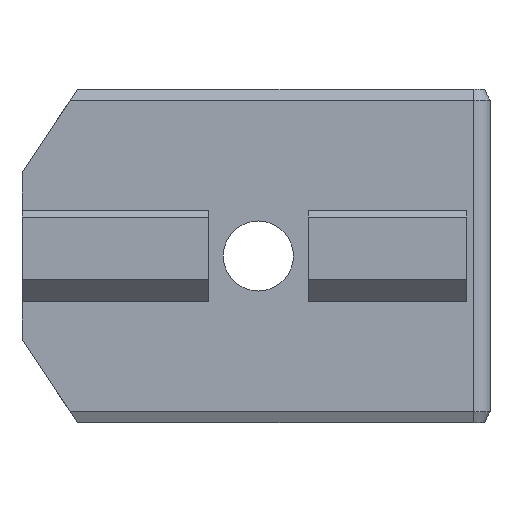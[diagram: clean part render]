
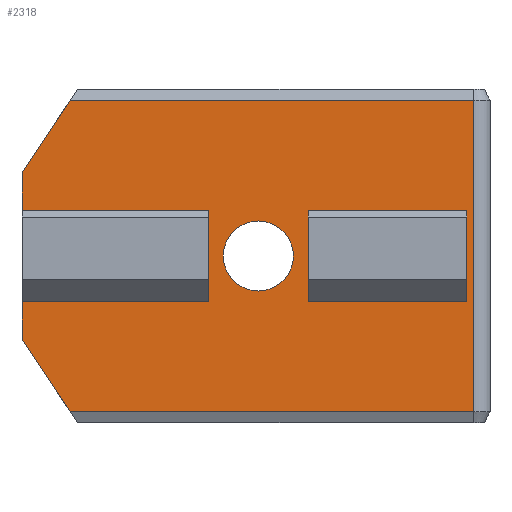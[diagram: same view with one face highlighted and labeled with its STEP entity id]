
A CAD part, left-side view. The second image highlights one B-rep face of the part: STEP entity #2318.
In plain terms, the highlighted planar face has unit normal (-1, 0, 0).
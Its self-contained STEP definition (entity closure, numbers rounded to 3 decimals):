
#72=FACE_BOUND('',#457,.T.);
#73=FACE_BOUND('',#458,.T.);
#202=CIRCLE('',#2506,3.15);
#314=FACE_OUTER_BOUND('',#456,.T.);
#456=EDGE_LOOP('',(#1976,#1977,#1978,#1979,#1980,#1981,#1982,#1983,#1984,
#1985));
#457=EDGE_LOOP('',(#1986));
#458=EDGE_LOOP('',(#1987,#1988,#1989,#1990));
#523=LINE('',#3428,#718);
#527=LINE('',#3436,#722);
#531=LINE('',#3445,#726);
#535=LINE('',#3454,#730);
#540=LINE('',#3462,#735);
#583=LINE('',#4444,#778);
#626=LINE('',#4711,#821);
#663=LINE('',#4803,#858);
#664=LINE('',#4805,#859);
#666=LINE('',#4808,#861);
#667=LINE('',#4810,#862);
#668=LINE('',#4811,#863);
#669=LINE('',#4812,#864);
#670=LINE('',#4815,#865);
#718=VECTOR('',#2659,10.);
#722=VECTOR('',#2665,10.);
#726=VECTOR('',#2671,10.);
#730=VECTOR('',#2677,10.);
#735=VECTOR('',#2682,10.);
#778=VECTOR('',#2751,10.);
#821=VECTOR('',#2860,10.);
#858=VECTOR('',#2971,10.);
#859=VECTOR('',#2974,10.);
#861=VECTOR('',#2978,10.);
#862=VECTOR('',#2979,10.);
#863=VECTOR('',#2980,10.);
#864=VECTOR('',#2981,10.);
#865=VECTOR('',#2984,10.);
#968=VERTEX_POINT('',#3421);
#971=VERTEX_POINT('',#3426);
#974=VERTEX_POINT('',#3434);
#975=VERTEX_POINT('',#3438);
#978=VERTEX_POINT('',#3443);
#981=VERTEX_POINT('',#3451);
#982=VERTEX_POINT('',#3453);
#985=VERTEX_POINT('',#3460);
#1041=VERTEX_POINT('',#4442);
#1099=VERTEX_POINT('',#4705);
#1100=VERTEX_POINT('',#4709);
#1117=VERTEX_POINT('',#4797);
#1118=VERTEX_POINT('',#4801);
#1119=VERTEX_POINT('',#4809);
#1120=VERTEX_POINT('',#4813);
#1206=EDGE_CURVE('',#968,#971,#523,.T.);
#1210=EDGE_CURVE('',#971,#974,#527,.T.);
#1214=EDGE_CURVE('',#975,#978,#531,.T.);
#1218=EDGE_CURVE('',#981,#982,#535,.T.);
#1223=EDGE_CURVE('',#985,#978,#540,.T.);
#1306=EDGE_CURVE('',#974,#1041,#583,.T.);
#1383=EDGE_CURVE('',#1100,#1099,#626,.T.);
#1431=EDGE_CURVE('',#1117,#1118,#663,.T.);
#1432=EDGE_CURVE('',#1118,#985,#664,.T.);
#1434=EDGE_CURVE('',#982,#1100,#666,.T.);
#1435=EDGE_CURVE('',#981,#1119,#667,.T.);
#1436=EDGE_CURVE('',#1119,#975,#668,.T.);
#1437=EDGE_CURVE('',#1099,#1117,#669,.T.);
#1438=EDGE_CURVE('',#1120,#1120,#202,.T.);
#1439=EDGE_CURVE('',#1041,#968,#670,.T.);
#1976=ORIENTED_EDGE('',*,*,#1383,.F.);
#1977=ORIENTED_EDGE('',*,*,#1434,.F.);
#1978=ORIENTED_EDGE('',*,*,#1218,.F.);
#1979=ORIENTED_EDGE('',*,*,#1435,.T.);
#1980=ORIENTED_EDGE('',*,*,#1436,.T.);
#1981=ORIENTED_EDGE('',*,*,#1214,.T.);
#1982=ORIENTED_EDGE('',*,*,#1223,.F.);
#1983=ORIENTED_EDGE('',*,*,#1432,.F.);
#1984=ORIENTED_EDGE('',*,*,#1431,.F.);
#1985=ORIENTED_EDGE('',*,*,#1437,.F.);
#1986=ORIENTED_EDGE('',*,*,#1438,.T.);
#1987=ORIENTED_EDGE('',*,*,#1306,.T.);
#1988=ORIENTED_EDGE('',*,*,#1439,.T.);
#1989=ORIENTED_EDGE('',*,*,#1206,.T.);
#1990=ORIENTED_EDGE('',*,*,#1210,.T.);
#2203=PLANE('',#2505);
#2318=ADVANCED_FACE('',(#314,#72,#73),#2203,.T.);
#2505=AXIS2_PLACEMENT_3D('',#4807,#2976,#2977);
#2506=AXIS2_PLACEMENT_3D('',#4814,#2982,#2983);
#2659=DIRECTION('',(0.,1.,0.));
#2665=DIRECTION('',(0.,0.,1.));
#2671=DIRECTION('',(0.,1.,0.));
#2677=DIRECTION('',(0.,0.,1.));
#2682=DIRECTION('',(0.,0.,1.));
#2751=DIRECTION('',(0.,-1.,0.));
#2860=DIRECTION('',(0.,-1.,0.));
#2971=DIRECTION('',(0.,1.,0.));
#2974=DIRECTION('',(0.,0.555,0.832));
#2976=DIRECTION('center_axis',(-1.,0.,0.));
#2977=DIRECTION('ref_axis',(0.,-1.,0.));
#2978=DIRECTION('',(0.,-0.555,0.832));
#2979=DIRECTION('',(0.,-1.,0.));
#2980=DIRECTION('',(0.,0.,-1.));
#2981=DIRECTION('',(0.,0.,-1.));
#2982=DIRECTION('center_axis',(1.,0.,0.));
#2983=DIRECTION('ref_axis',(0.,-1.,0.));
#2984=DIRECTION('',(0.,0.,-1.));
#3421=CARTESIAN_POINT('',(-60.,-27.5,-4.1));
#3426=CARTESIAN_POINT('',(-60.,-13.25,-4.1));
#3428=CARTESIAN_POINT('',(-60.,-0.375,-4.1));
#3434=CARTESIAN_POINT('',(-60.,-13.25,4.1));
#3436=CARTESIAN_POINT('',(-60.,-13.25,2.05));
#3438=CARTESIAN_POINT('',(-60.,-4.25,-4.1));
#3443=CARTESIAN_POINT('',(-60.,12.5,-4.1));
#3445=CARTESIAN_POINT('',(-60.,12.5,-4.1));
#3451=CARTESIAN_POINT('',(-60.,12.5,4.1));
#3453=CARTESIAN_POINT('',(-60.,12.5,7.5));
#3454=CARTESIAN_POINT('',(-60.,12.5,0.));
#3460=CARTESIAN_POINT('',(-60.,12.5,-7.5));
#3462=CARTESIAN_POINT('',(-60.,12.5,0.));
#4442=CARTESIAN_POINT('',(-60.,-27.5,4.1));
#4444=CARTESIAN_POINT('',(-60.,-7.5,4.1));
#4705=CARTESIAN_POINT('',(-60.,-28.079,14.));
#4709=CARTESIAN_POINT('',(-60.,8.167,14.));
#4711=CARTESIAN_POINT('',(-60.,1.875,14.));
#4797=CARTESIAN_POINT('',(-60.,-28.079,-14.));
#4801=CARTESIAN_POINT('',(-60.,8.167,-14.));
#4803=CARTESIAN_POINT('',(-60.,1.875,-14.));
#4805=CARTESIAN_POINT('',(-60.,12.981,-6.779));
#4807=CARTESIAN_POINT('Origin',(-60.,12.5,0.));
#4808=CARTESIAN_POINT('',(-60.,12.981,6.779));
#4809=CARTESIAN_POINT('',(-60.,-4.25,4.1));
#4810=CARTESIAN_POINT('',(-60.,4.125,4.1));
#4811=CARTESIAN_POINT('',(-60.,-4.25,-2.05));
#4812=CARTESIAN_POINT('',(-60.,-28.079,0.));
#4813=CARTESIAN_POINT('',(-60.,-5.6,0.));
#4814=CARTESIAN_POINT('Origin',(-60.,-8.75,0.));
#4815=CARTESIAN_POINT('',(-60.,-27.5,-2.05));
